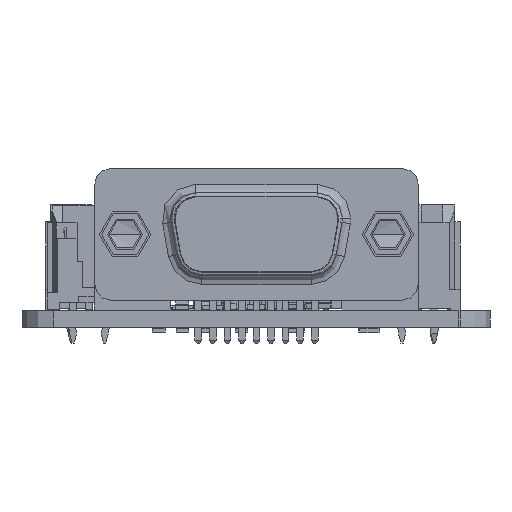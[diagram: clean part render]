
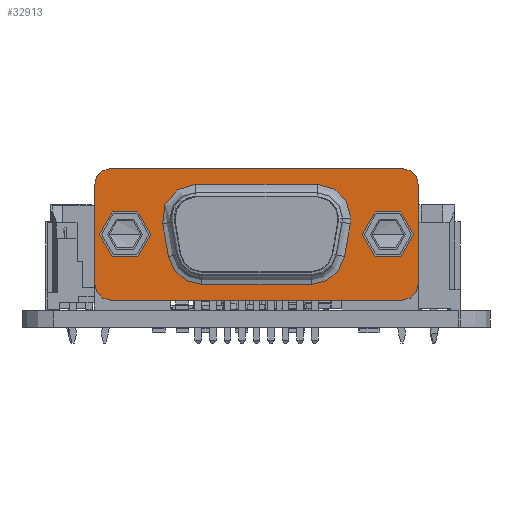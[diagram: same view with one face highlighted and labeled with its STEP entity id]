
A CAD part, left-side view. The second image highlights one B-rep face of the part: STEP entity #32913.
In plain terms, the highlighted face is planar.
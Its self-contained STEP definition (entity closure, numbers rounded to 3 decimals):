
#32556 = VERTEX_POINT('',#32557);
#32557 = CARTESIAN_POINT('',(14.945,7.2,9.5));
#32563 = EDGE_CURVE('',#32564,#32556,#32566,.T.);
#32564 = VERTEX_POINT('',#32565);
#32565 = CARTESIAN_POINT('',(10.045,7.2,9.5));
#32566 = CIRCLE('',#32567,2.45);
#32567 = AXIS2_PLACEMENT_3D('',#32568,#32569,#32570);
#32568 = CARTESIAN_POINT('',(12.495,7.2,9.5));
#32569 = DIRECTION('',(0.,0.,1.));
#32570 = DIRECTION('',(-1.,0.,0.));
#32598 = VERTEX_POINT('',#32599);
#32599 = CARTESIAN_POINT('',(-10.045,7.2,9.5));
#32605 = EDGE_CURVE('',#32606,#32598,#32608,.T.);
#32606 = VERTEX_POINT('',#32607);
#32607 = CARTESIAN_POINT('',(-14.945,7.2,9.5));
#32608 = CIRCLE('',#32609,2.45);
#32609 = AXIS2_PLACEMENT_3D('',#32610,#32611,#32612);
#32610 = CARTESIAN_POINT('',(-12.495,7.2,9.5));
#32611 = DIRECTION('',(0.,0.,1.));
#32612 = DIRECTION('',(1.,0.,0.));
#32680 = VERTEX_POINT('',#32681);
#32681 = CARTESIAN_POINT('',(5.765,11.95,9.5));
#32690 = EDGE_CURVE('',#32680,#32691,#32693,.T.);
#32691 = VERTEX_POINT('',#32692);
#32692 = CARTESIAN_POINT('',(8.965,8.75,9.5));
#32693 = CIRCLE('',#32694,3.2);
#32694 = AXIS2_PLACEMENT_3D('',#32695,#32696,#32697);
#32695 = CARTESIAN_POINT('',(5.765,8.75,9.5));
#32696 = DIRECTION('',(0.,-0.,-1.));
#32697 = DIRECTION('',(1.,0.,0.));
#32913 = ADVANCED_FACE('',(#32914,#32924,#32934,#33003),#33073,.T.);
#32914 = FACE_BOUND('',#32915,.T.);
#32915 = EDGE_LOOP('',(#32916,#32923));
#32916 = ORIENTED_EDGE('',*,*,#32917,.F.);
#32917 = EDGE_CURVE('',#32556,#32564,#32918,.T.);
#32918 = CIRCLE('',#32919,2.45);
#32919 = AXIS2_PLACEMENT_3D('',#32920,#32921,#32922);
#32920 = CARTESIAN_POINT('',(12.495,7.2,9.5));
#32921 = DIRECTION('',(0.,0.,1.));
#32922 = DIRECTION('',(-1.,0.,0.));
#32923 = ORIENTED_EDGE('',*,*,#32563,.F.);
#32924 = FACE_BOUND('',#32925,.T.);
#32925 = EDGE_LOOP('',(#32926,#32933));
#32926 = ORIENTED_EDGE('',*,*,#32927,.F.);
#32927 = EDGE_CURVE('',#32598,#32606,#32928,.T.);
#32928 = CIRCLE('',#32929,2.45);
#32929 = AXIS2_PLACEMENT_3D('',#32930,#32931,#32932);
#32930 = CARTESIAN_POINT('',(-12.495,7.2,9.5));
#32931 = DIRECTION('',(0.,0.,1.));
#32932 = DIRECTION('',(1.,0.,0.));
#32933 = ORIENTED_EDGE('',*,*,#32605,.F.);
#32934 = FACE_BOUND('',#32935,.T.);
#32935 = EDGE_LOOP('',(#32936,#32944,#32945,#32954,#32962,#32971,#32979,
    #32988,#32996));
#32936 = ORIENTED_EDGE('',*,*,#32937,.T.);
#32937 = EDGE_CURVE('',#32938,#32680,#32940,.T.);
#32938 = VERTEX_POINT('',#32939);
#32939 = CARTESIAN_POINT('',(-5.765,11.95,9.5));
#32940 = LINE('',#32941,#32942);
#32941 = CARTESIAN_POINT('',(0.,11.95,9.5));
#32942 = VECTOR('',#32943,1.);
#32943 = DIRECTION('',(1.,0.,0.));
#32944 = ORIENTED_EDGE('',*,*,#32690,.T.);
#32945 = ORIENTED_EDGE('',*,*,#32946,.T.);
#32946 = EDGE_CURVE('',#32691,#32947,#32949,.T.);
#32947 = VERTEX_POINT('',#32948);
#32948 = CARTESIAN_POINT('',(8.916,8.194,9.5));
#32949 = CIRCLE('',#32950,3.2);
#32950 = AXIS2_PLACEMENT_3D('',#32951,#32952,#32953);
#32951 = CARTESIAN_POINT('',(5.765,8.75,9.5));
#32952 = DIRECTION('',(0.,0.,-1.));
#32953 = DIRECTION('',(1.,0.,0.));
#32954 = ORIENTED_EDGE('',*,*,#32955,.T.);
#32955 = EDGE_CURVE('',#32947,#32956,#32958,.T.);
#32956 = VERTEX_POINT('',#32957);
#32957 = CARTESIAN_POINT('',(8.37,5.094,9.5));
#32958 = LINE('',#32959,#32960);
#32959 = CARTESIAN_POINT('',(8.477,5.705,9.5));
#32960 = VECTOR('',#32961,1.);
#32961 = DIRECTION('',(-0.174,-0.985,-0.));
#32962 = ORIENTED_EDGE('',*,*,#32963,.T.);
#32963 = EDGE_CURVE('',#32956,#32964,#32966,.T.);
#32964 = VERTEX_POINT('',#32965);
#32965 = CARTESIAN_POINT('',(5.218,2.45,9.5));
#32966 = CIRCLE('',#32967,3.2);
#32967 = AXIS2_PLACEMENT_3D('',#32968,#32969,#32970);
#32968 = CARTESIAN_POINT('',(5.218,5.65,9.5));
#32969 = DIRECTION('',(0.,0.,-1.));
#32970 = DIRECTION('',(1.,0.,0.));
#32971 = ORIENTED_EDGE('',*,*,#32972,.T.);
#32972 = EDGE_CURVE('',#32964,#32973,#32975,.T.);
#32973 = VERTEX_POINT('',#32974);
#32974 = CARTESIAN_POINT('',(-5.218,2.45,9.5));
#32975 = LINE('',#32976,#32977);
#32976 = CARTESIAN_POINT('',(0.,2.45,9.5));
#32977 = VECTOR('',#32978,1.);
#32978 = DIRECTION('',(-1.,-0.,-0.));
#32979 = ORIENTED_EDGE('',*,*,#32980,.T.);
#32980 = EDGE_CURVE('',#32973,#32981,#32983,.T.);
#32981 = VERTEX_POINT('',#32982);
#32982 = CARTESIAN_POINT('',(-8.37,5.094,9.5));
#32983 = CIRCLE('',#32984,3.2);
#32984 = AXIS2_PLACEMENT_3D('',#32985,#32986,#32987);
#32985 = CARTESIAN_POINT('',(-5.218,5.65,9.5));
#32986 = DIRECTION('',(0.,0.,-1.));
#32987 = DIRECTION('',(1.,0.,0.));
#32988 = ORIENTED_EDGE('',*,*,#32989,.T.);
#32989 = EDGE_CURVE('',#32981,#32990,#32992,.T.);
#32990 = VERTEX_POINT('',#32991);
#32991 = CARTESIAN_POINT('',(-8.916,8.194,9.5));
#32992 = LINE('',#32993,#32994);
#32993 = CARTESIAN_POINT('',(-8.477,5.705,9.5));
#32994 = VECTOR('',#32995,1.);
#32995 = DIRECTION('',(-0.174,0.985,0.));
#32996 = ORIENTED_EDGE('',*,*,#32997,.T.);
#32997 = EDGE_CURVE('',#32990,#32938,#32998,.T.);
#32998 = CIRCLE('',#32999,3.2);
#32999 = AXIS2_PLACEMENT_3D('',#33000,#33001,#33002);
#33000 = CARTESIAN_POINT('',(-5.765,8.75,9.5));
#33001 = DIRECTION('',(0.,0.,-1.));
#33002 = DIRECTION('',(1.,0.,0.));
#33003 = FACE_BOUND('',#33004,.T.);
#33004 = EDGE_LOOP('',(#33005,#33015,#33024,#33032,#33041,#33049,#33058,
    #33066));
#33005 = ORIENTED_EDGE('',*,*,#33006,.T.);
#33006 = EDGE_CURVE('',#33007,#33009,#33011,.T.);
#33007 = VERTEX_POINT('',#33008);
#33008 = CARTESIAN_POINT('',(-15.405,11.875,9.5));
#33009 = VERTEX_POINT('',#33010);
#33010 = CARTESIAN_POINT('',(-15.405,2.525,9.5));
#33011 = LINE('',#33012,#33013);
#33012 = CARTESIAN_POINT('',(-15.405,0.925,9.5));
#33013 = VECTOR('',#33014,1.);
#33014 = DIRECTION('',(-0.,-1.,-0.));
#33015 = ORIENTED_EDGE('',*,*,#33016,.T.);
#33016 = EDGE_CURVE('',#33009,#33017,#33019,.T.);
#33017 = VERTEX_POINT('',#33018);
#33018 = CARTESIAN_POINT('',(-13.805,0.925,9.5));
#33019 = CIRCLE('',#33020,1.6);
#33020 = AXIS2_PLACEMENT_3D('',#33021,#33022,#33023);
#33021 = CARTESIAN_POINT('',(-13.805,2.525,9.5));
#33022 = DIRECTION('',(0.,0.,1.));
#33023 = DIRECTION('',(1.,0.,0.));
#33024 = ORIENTED_EDGE('',*,*,#33025,.T.);
#33025 = EDGE_CURVE('',#33017,#33026,#33028,.T.);
#33026 = VERTEX_POINT('',#33027);
#33027 = CARTESIAN_POINT('',(13.805,0.925,9.5));
#33028 = LINE('',#33029,#33030);
#33029 = CARTESIAN_POINT('',(15.405,0.925,9.5));
#33030 = VECTOR('',#33031,1.);
#33031 = DIRECTION('',(1.,0.,0.));
#33032 = ORIENTED_EDGE('',*,*,#33033,.T.);
#33033 = EDGE_CURVE('',#33026,#33034,#33036,.T.);
#33034 = VERTEX_POINT('',#33035);
#33035 = CARTESIAN_POINT('',(15.405,2.525,9.5));
#33036 = CIRCLE('',#33037,1.6);
#33037 = AXIS2_PLACEMENT_3D('',#33038,#33039,#33040);
#33038 = CARTESIAN_POINT('',(13.805,2.525,9.5));
#33039 = DIRECTION('',(0.,0.,1.));
#33040 = DIRECTION('',(1.,0.,0.));
#33041 = ORIENTED_EDGE('',*,*,#33042,.T.);
#33042 = EDGE_CURVE('',#33034,#33043,#33045,.T.);
#33043 = VERTEX_POINT('',#33044);
#33044 = CARTESIAN_POINT('',(15.405,11.875,9.5));
#33045 = LINE('',#33046,#33047);
#33046 = CARTESIAN_POINT('',(15.405,0.925,9.5));
#33047 = VECTOR('',#33048,1.);
#33048 = DIRECTION('',(0.,1.,0.));
#33049 = ORIENTED_EDGE('',*,*,#33050,.T.);
#33050 = EDGE_CURVE('',#33043,#33051,#33053,.T.);
#33051 = VERTEX_POINT('',#33052);
#33052 = CARTESIAN_POINT('',(13.805,13.475,9.5));
#33053 = CIRCLE('',#33054,1.6);
#33054 = AXIS2_PLACEMENT_3D('',#33055,#33056,#33057);
#33055 = CARTESIAN_POINT('',(13.805,11.875,9.5));
#33056 = DIRECTION('',(0.,0.,1.));
#33057 = DIRECTION('',(1.,0.,0.));
#33058 = ORIENTED_EDGE('',*,*,#33059,.T.);
#33059 = EDGE_CURVE('',#33051,#33060,#33062,.T.);
#33060 = VERTEX_POINT('',#33061);
#33061 = CARTESIAN_POINT('',(-13.805,13.475,9.5));
#33062 = LINE('',#33063,#33064);
#33063 = CARTESIAN_POINT('',(15.405,13.475,9.5));
#33064 = VECTOR('',#33065,1.);
#33065 = DIRECTION('',(-1.,0.,0.));
#33066 = ORIENTED_EDGE('',*,*,#33067,.T.);
#33067 = EDGE_CURVE('',#33060,#33007,#33068,.T.);
#33068 = CIRCLE('',#33069,1.6);
#33069 = AXIS2_PLACEMENT_3D('',#33070,#33071,#33072);
#33070 = CARTESIAN_POINT('',(-13.805,11.875,9.5));
#33071 = DIRECTION('',(0.,0.,1.));
#33072 = DIRECTION('',(1.,0.,0.));
#33073 = PLANE('',#33074);
#33074 = AXIS2_PLACEMENT_3D('',#33075,#33076,#33077);
#33075 = CARTESIAN_POINT('',(0.,7.2,9.5));
#33076 = DIRECTION('',(0.,0.,1.));
#33077 = DIRECTION('',(1.,0.,0.));
